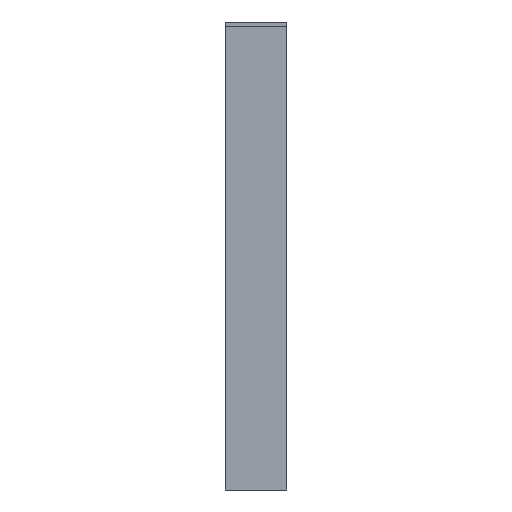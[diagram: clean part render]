
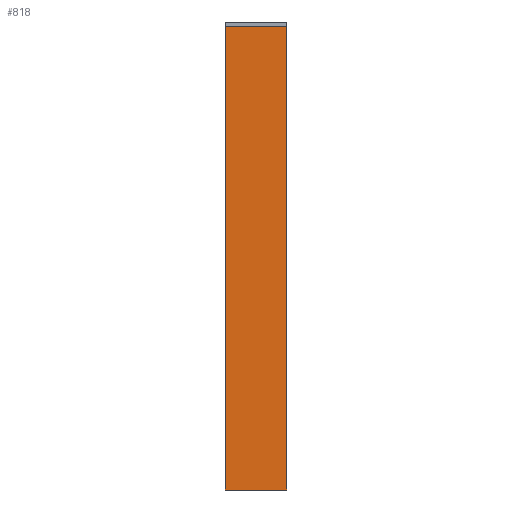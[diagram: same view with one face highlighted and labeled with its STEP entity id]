
A CAD part, left-side view. The second image highlights one B-rep face of the part: STEP entity #818.
In plain terms, the highlighted planar face has unit normal (-1, 0, 0).
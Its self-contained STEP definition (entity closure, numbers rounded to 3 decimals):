
#72 = DIRECTION ( 'NONE',  ( 0., 0., -1. ) ) ;
#84 = FACE_OUTER_BOUND ( 'NONE', #847, .T. ) ;
#112 = EDGE_CURVE ( 'NONE', #655, #501, #677, .T. ) ;
#168 = DIRECTION ( 'NONE',  ( 0., -1., 0. ) ) ;
#218 = VECTOR ( 'NONE', #754, 1000. ) ;
#247 = ORIENTED_EDGE ( 'NONE', *, *, #291, .F. ) ;
#291 = EDGE_CURVE ( 'NONE', #501, #577, #796, .T. ) ;
#350 = DIRECTION ( 'NONE',  ( 0., 1., 0. ) ) ;
#465 = ORIENTED_EDGE ( 'NONE', *, *, #112, .F. ) ;
#471 = CARTESIAN_POINT ( 'NONE',  ( 92., 10., -148.49 ) ) ;
#501 = VERTEX_POINT ( 'NONE', #543 ) ;
#543 = CARTESIAN_POINT ( 'NONE',  ( 92., 10., -150. ) ) ;
#550 = CARTESIAN_POINT ( 'NONE',  ( 92., 10., -148.49 ) ) ;
#559 = DIRECTION ( 'NONE',  ( 1., 0., 0. ) ) ;
#573 = CARTESIAN_POINT ( 'NONE',  ( 92., 10., -0.01 ) ) ;
#577 = VERTEX_POINT ( 'NONE', #609 ) ;
#597 = VECTOR ( 'NONE', #168, 1000. ) ;
#609 = CARTESIAN_POINT ( 'NONE',  ( 92., 10., -0.01 ) ) ;
#655 = VERTEX_POINT ( 'NONE', #806 ) ;
#665 = CARTESIAN_POINT ( 'NONE',  ( 92., -10., -148.49 ) ) ;
#673 = ORIENTED_EDGE ( 'NONE', *, *, #900, .F. ) ;
#677 = LINE ( 'NONE', #690, #894 ) ;
#686 = AXIS2_PLACEMENT_3D ( 'NONE', #550, #559, #72 ) ;
#690 = CARTESIAN_POINT ( 'NONE',  ( 92., -12.135, -150. ) ) ;
#754 = DIRECTION ( 'NONE',  ( 0., 0., -1. ) ) ;
#758 = CARTESIAN_POINT ( 'NONE',  ( 92., -10., -0.01 ) ) ;
#796 = LINE ( 'NONE', #471, #1012 ) ;
#806 = CARTESIAN_POINT ( 'NONE',  ( 92., -10., -150. ) ) ;
#818 = ADVANCED_FACE ( 'NONE', ( #84 ), #1057, .F. ) ;
#847 = EDGE_LOOP ( 'NONE', ( #673, #917, #247, #465 ) ) ;
#864 = LINE ( 'NONE', #573, #597 ) ;
#894 = VECTOR ( 'NONE', #350, 1000. ) ;
#900 = EDGE_CURVE ( 'NONE', #939, #655, #920, .T. ) ;
#917 = ORIENTED_EDGE ( 'NONE', *, *, #985, .F. ) ;
#920 = LINE ( 'NONE', #665, #218 ) ;
#939 = VERTEX_POINT ( 'NONE', #758 ) ;
#985 = EDGE_CURVE ( 'NONE', #577, #939, #864, .T. ) ;
#1012 = VECTOR ( 'NONE', #1047, 1000. ) ;
#1047 = DIRECTION ( 'NONE',  ( 0., 0., 1. ) ) ;
#1057 = PLANE ( 'NONE',  #686 ) ;
